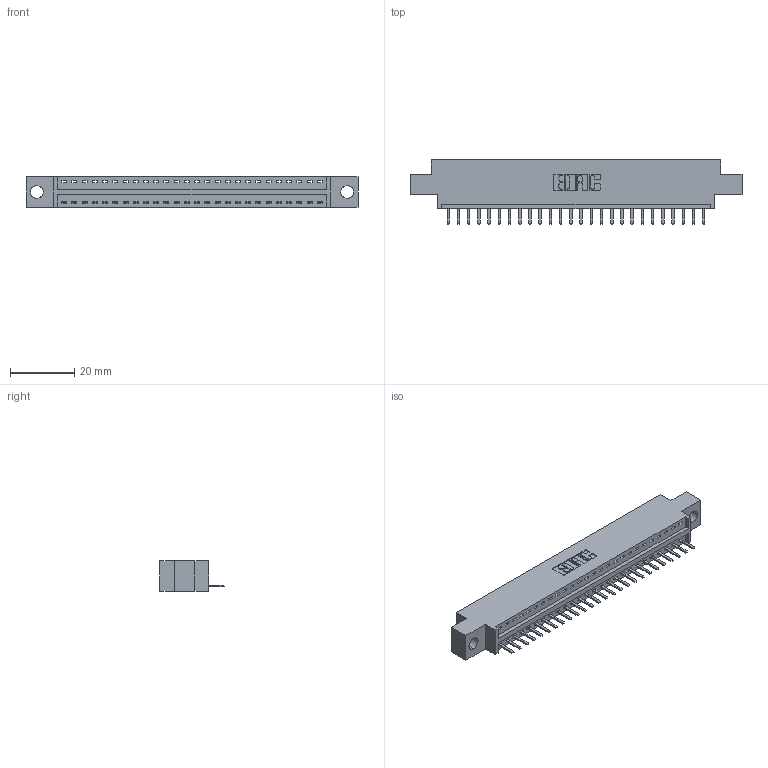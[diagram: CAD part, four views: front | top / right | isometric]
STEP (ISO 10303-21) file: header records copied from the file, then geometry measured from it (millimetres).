
FILE_DESCRIPTION (( 'STEP AP203' ), '1' );
FILE_NAME ('346-026-520-604.STEP', '2022-05-06T02:06:49', ( '' ), ( '' ), 'SwSTEP 2.0', 'SolidWorks 2020', '' );
FILE_SCHEMA (( 'CONFIG_CONTROL_DESIGN' ));
Length unit declared in the file: inch
Products named in the file (3): 346 Part_0.170 Offset - 0.156 Dia-TH; 346-026-520-604; 345-292-001_345-293-120
Assembly tree (27 placements, depth 2):
  346-026-520-604
    346 Part_0.170 Offset - 0.156 Dia-TH
    345-292-001_345-293-120  x26
Bounding box: 103.12 x 20.02 x 9.4 mm (x, y, z)
Volume: 9425.7 mm3; surface area: 11356.1 mm2
Topology: 27 solids, 27 shells, 1752 faces, 5161 edges, 3370 vertices
Faces by surface type: plane 1186, cylinder 566
Entity records: 18955 total; most frequent: CARTESIAN_POINT 3276, ORIENTED_EDGE 3222, DIRECTION 2895, EDGE_CURVE 1611, VECTOR 1371, LINE 1371, VERTEX_POINT 1070, AXIS2_PLACEMENT_3D 762
